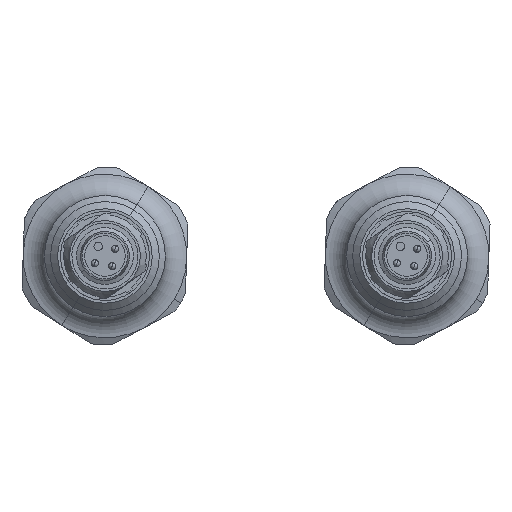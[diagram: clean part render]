
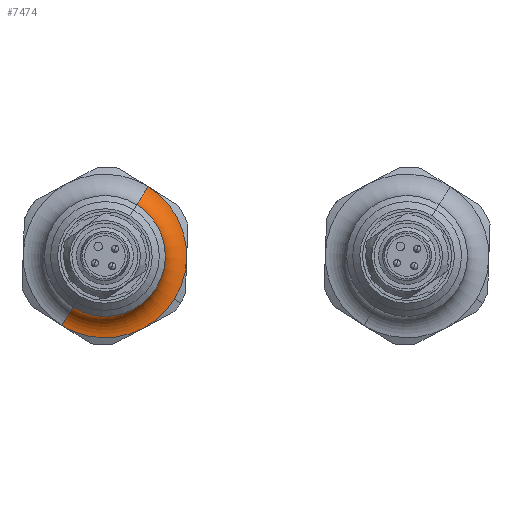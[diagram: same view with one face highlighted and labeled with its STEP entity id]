
A CAD part, front view. The second image highlights one B-rep face of the part: STEP entity #7474.
In plain terms, the highlighted toroidal (fillet/blend) face has major radius 11.815 mm and minor radius 3.315 mm.
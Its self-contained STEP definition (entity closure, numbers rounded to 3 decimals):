
#217 = CIRCLE ( 'NONE', #19926, 8.5 ) ;
#887 = DIRECTION ( 'NONE',  ( 0.53, 0., 0.848 ) ) ;
#1303 = AXIS2_PLACEMENT_3D ( 'NONE', #10173, #10626, #3377 ) ;
#1530 = CARTESIAN_POINT ( 'NONE',  ( -33., -160.2, 18.5 ) ) ;
#2698 = AXIS2_PLACEMENT_3D ( 'NONE', #5648, #22076, #887 ) ;
#3377 = DIRECTION ( 'NONE',  ( -0.53, 0., -0.848 ) ) ;
#3652 = VERTEX_POINT ( 'NONE', #17602 ) ;
#4062 = DIRECTION ( 'NONE',  ( 0.53, 0., 0.848 ) ) ;
#5648 = CARTESIAN_POINT ( 'NONE',  ( -33., -163.5, 18.5 ) ) ;
#5718 = CIRCLE ( 'NONE', #16293, 3.315 ) ;
#6260 = CARTESIAN_POINT ( 'NONE',  ( -39.265, -163.5, 8.483 ) ) ;
#6923 = DIRECTION ( 'NONE',  ( 0., -1., 0. ) ) ;
#7159 = CARTESIAN_POINT ( 'NONE',  ( -37.507, -163.5, 11.294 ) ) ;
#7474 = ADVANCED_FACE ( 'NONE', ( #10684 ), #29936, .F. ) ;
#7614 = AXIS2_PLACEMENT_3D ( 'NONE', #1530, #6923, #29009 ) ;
#8663 = EDGE_CURVE ( 'NONE', #14578, #18966, #217, .T. ) ;
#8869 = DIRECTION ( 'NONE',  ( 0., -1., 0. ) ) ;
#9130 = DIRECTION ( 'NONE',  ( -0.848, 0., 0.53 ) ) ;
#9146 = EDGE_CURVE ( 'NONE', #18966, #18444, #23528, .T. ) ;
#10173 = CARTESIAN_POINT ( 'NONE',  ( -26.735, -163.5, 28.517 ) ) ;
#10626 = DIRECTION ( 'NONE',  ( 0.848, 0., -0.53 ) ) ;
#10684 = FACE_OUTER_BOUND ( 'NONE', #18848, .T. ) ;
#11640 = CARTESIAN_POINT ( 'NONE',  ( -26.902, -160.2, 28.25 ) ) ;
#14578 = VERTEX_POINT ( 'NONE', #7159 ) ;
#16257 = ORIENTED_EDGE ( 'NONE', *, *, #8663, .F. ) ;
#16293 = AXIS2_PLACEMENT_3D ( 'NONE', #6260, #9130, #4062 ) ;
#17602 = CARTESIAN_POINT ( 'NONE',  ( -39.098, -160.2, 8.75 ) ) ;
#17712 = CIRCLE ( 'NONE', #7614, 11.5 ) ;
#18444 = VERTEX_POINT ( 'NONE', #11640 ) ;
#18462 = EDGE_CURVE ( 'NONE', #3652, #18444, #17712, .T. ) ;
#18848 = EDGE_LOOP ( 'NONE', ( #16257, #25018, #21887, #28404 ) ) ;
#18966 = VERTEX_POINT ( 'NONE', #29901 ) ;
#19926 = AXIS2_PLACEMENT_3D ( 'NONE', #20844, #8869, #24016 ) ;
#20844 = CARTESIAN_POINT ( 'NONE',  ( -33., -163.5, 18.5 ) ) ;
#21887 = ORIENTED_EDGE ( 'NONE', *, *, #18462, .T. ) ;
#22076 = DIRECTION ( 'NONE',  ( 0., -1., 0. ) ) ;
#23528 = CIRCLE ( 'NONE', #1303, 3.315 ) ;
#24016 = DIRECTION ( 'NONE',  ( 0.53, 0., 0.848 ) ) ;
#25018 = ORIENTED_EDGE ( 'NONE', *, *, #26757, .T. ) ;
#26757 = EDGE_CURVE ( 'NONE', #14578, #3652, #5718, .T. ) ;
#28404 = ORIENTED_EDGE ( 'NONE', *, *, #9146, .F. ) ;
#29009 = DIRECTION ( 'NONE',  ( 0.53, 0., 0.848 ) ) ;
#29901 = CARTESIAN_POINT ( 'NONE',  ( -28.493, -163.5, 25.706 ) ) ;
#29936 = TOROIDAL_SURFACE ( 'NONE', #2698, 11.815, 3.315 ) ;
